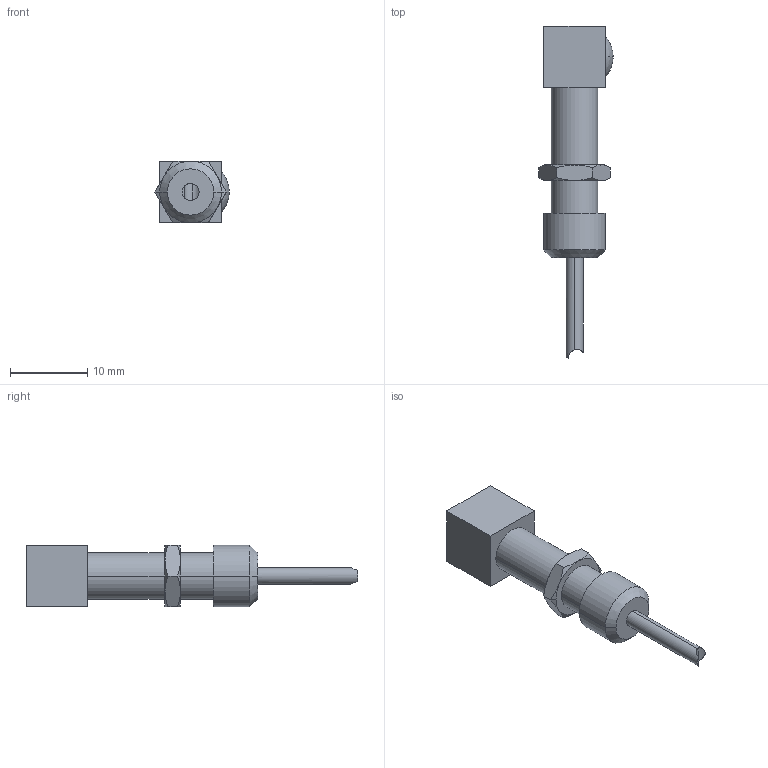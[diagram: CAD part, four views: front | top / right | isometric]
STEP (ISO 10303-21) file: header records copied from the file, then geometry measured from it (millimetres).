
FILE_DESCRIPTION(('STEP AP242'),'1');
FILE_NAME('systeme_xuya220_a_005_b__au_metre_.stp','2021-09-28T13:37:41',('TraceParts'),('TraceParts S.A.'),'Spatial InterOp 3D',' ',' ');
FILE_SCHEMA(('AP242_MANAGED_MODEL_BASED_3D_ENGINEERING_MIM_LF {1 0 10303 442 1 1 4}'));
Length unit declared in the file: millimetre
Products named in the file (1): systeme_xuya220_a_005_b__au_metre__1
Bounding box: 9.61 x 43 x 8 mm (x, y, z)
Volume: 1373.5 mm3; surface area: 1097.2 mm2
Topology: 2 solids, 2 shells, 51 faces, 107 edges, 64 vertices
Faces by surface type: cone 22, plane 17, cylinder 10, sphere 2
Entity records: 2041 total; most frequent: CARTESIAN_POINT 570, DIRECTION 224, ORIENTED_EDGE 214, EDGE_CURVE 107, AXIS2_PLACEMENT_3D 93, VERTEX_POINT 64, EDGE_LOOP 57, STYLED_ITEM 51
